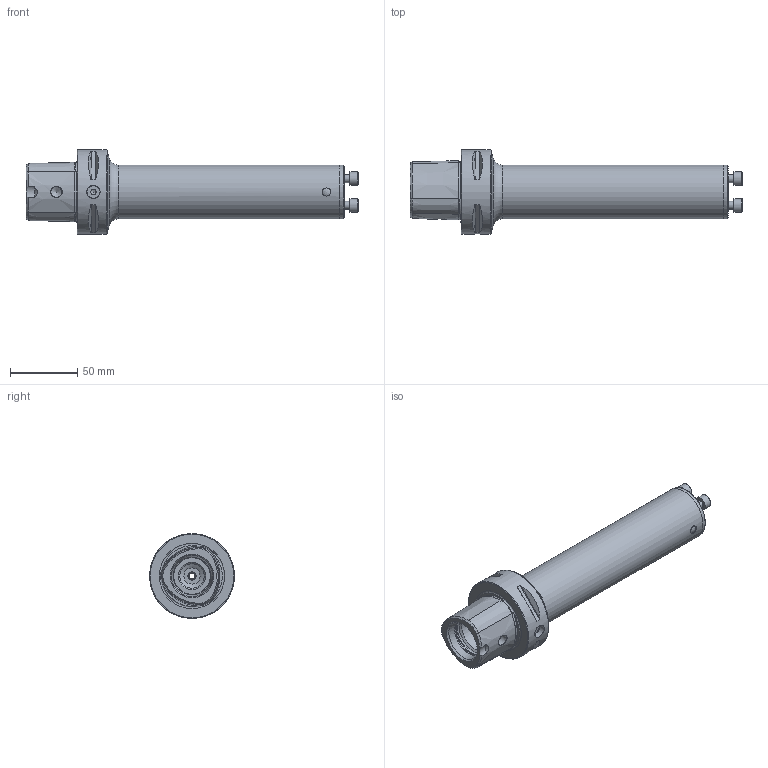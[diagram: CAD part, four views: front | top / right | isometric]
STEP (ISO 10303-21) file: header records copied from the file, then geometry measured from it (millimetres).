
FILE_DESCRIPTION (( 'STEP AP214' ), '1' );
FILE_NAME ('PS6.WK1.WD4.238.STEP', '2022-02-11T13:14:28', ( '' ), ( '' ), 'SwSTEP 2.0', 'SolidWorks 2017', '' );
FILE_SCHEMA (( 'AUTOMOTIVE_DESIGN' ));
Length unit declared in the file: millimetre
Products named in the file (12): DIN 3771 - 6x1; PS6-WD4.100.195_A_mit Stiftbohrung; PS6.WK1.WD4.238; DIN 3771 - 31x2; WD4-ER1.034.087_A; WD3-ER1.011.082_A; WD4-ER1.035.019_A; WD4-WK1.040.003_A; DIN 6325_ø6x16-m6_2x6; DIN 3771 - 13x4; ISO 4762 - M6 x 16; WD4-BG1.035.100
Assembly tree (17 placements, depth 3):
  PS6.WK1.WD4.238
    PS6-WD4.100.195_A_mit Stiftbohrung
    WD4-WK1.040.003_A
    DIN 3771 - 6x1
    ISO 4762 - M6 x 16  x3
    WD4-BG1.035.100
      WD3-ER1.011.082_A
      WD4-ER1.035.019_A  x2
      DIN 3771 - 13x4  x2
      DIN 3771 - 31x2  x2
      WD4-ER1.034.087_A
    DIN 6325_ø6x16-m6_2x6  x2
Bounding box: 246.4 x 63 x 63 mm (x, y, z)
Volume: 302737.1 mm3; surface area: 94057.8 mm2
Topology: 16 solids, 16 shells, 532 faces, 1325 edges, 833 vertices
Faces by surface type: plane 267, cylinder 120, cone 96, torus 45, sphere 4
Full cylindrical faces by diameter (mm): 4.2 x1, 5 x4, 6 x12, 7 x2, 7.4 x1, 8 x2, 8.1 x2, 8.5 x4, 10 x4, 11 x1, 12 x2, 13 x2, 14 x2, 18 x1, 21 x2, 28 x2, 31.8 x2, 32 x1, 34 x1, 34.7 x1, 35 x5, 35.2 x2, 40 x2, 63 x1
Entity records: 15662 total; most frequent: CARTESIAN_POINT 5254, ORIENTED_EDGE 2006, DIRECTION 1862, EDGE_CURVE 1003, AXIS2_PLACEMENT_3D 783, VERTEX_POINT 709, EDGE_LOOP 612, FACE_OUTER_BOUND 520
